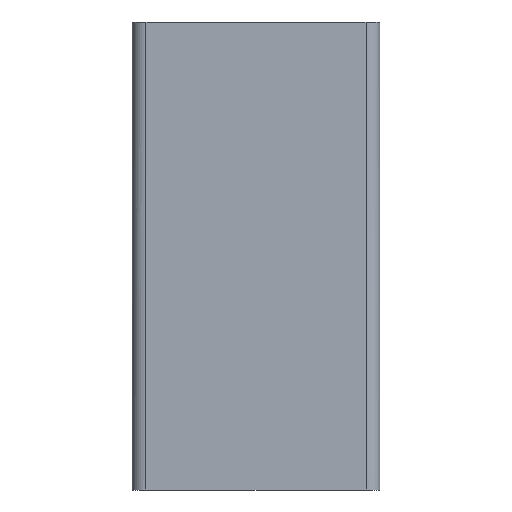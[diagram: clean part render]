
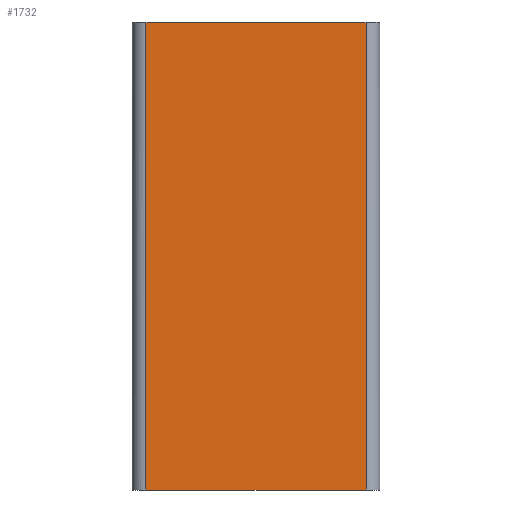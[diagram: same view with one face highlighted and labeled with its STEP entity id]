
A CAD part, left-side view. The second image highlights one B-rep face of the part: STEP entity #1732.
In plain terms, the highlighted planar face has unit normal (-1, 0, 0).
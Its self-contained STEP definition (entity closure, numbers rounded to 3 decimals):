
#226=PLANE('',#1877);
#309=LINE('',#4786,#381);
#310=LINE('',#4789,#382);
#311=LINE('',#4811,#383);
#381=VECTOR('',#2125,1000.);
#382=VECTOR('',#2126,1000.);
#383=VECTOR('',#2127,1000.);
#546=ORIENTED_EDGE('',*,*,#1028,.F.);
#547=ORIENTED_EDGE('',*,*,#1029,.F.);
#548=ORIENTED_EDGE('',*,*,#1030,.T.);
#549=ORIENTED_EDGE('',*,*,#1031,.T.);
#550=ORIENTED_EDGE('',*,*,#1032,.T.);
#551=ORIENTED_EDGE('',*,*,#1033,.T.);
#552=ORIENTED_EDGE('',*,*,#1034,.F.);
#1028=EDGE_CURVE('',#1270,#1271,#309,.F.);
#1029=EDGE_CURVE('',#1272,#1270,#310,.F.);
#1030=EDGE_CURVE('',#1272,#1273,#1384,.T.);
#1031=EDGE_CURVE('',#1273,#1274,#1385,.T.);
#1032=EDGE_CURVE('',#1274,#1275,#1386,.F.);
#1033=EDGE_CURVE('',#1275,#1276,#1387,.F.);
#1034=EDGE_CURVE('',#1271,#1276,#311,.T.);
#1270=VERTEX_POINT('',#4787);
#1271=VERTEX_POINT('',#4788);
#1272=VERTEX_POINT('',#4790);
#1273=VERTEX_POINT('',#4795);
#1274=VERTEX_POINT('',#4800);
#1275=VERTEX_POINT('',#4805);
#1276=VERTEX_POINT('',#4810);
#1384=B_SPLINE_CURVE_WITH_KNOTS('',3,(#4791,#4792,#4793,#4794),
 .UNSPECIFIED.,.F.,.F.,(4,4),(0.,0.004),.UNSPECIFIED.);
#1385=B_SPLINE_CURVE_WITH_KNOTS('',3,(#4796,#4797,#4798,#4799),
 .UNSPECIFIED.,.F.,.F.,(4,4),(0.,0.196),.UNSPECIFIED.);
#1386=B_SPLINE_CURVE_WITH_KNOTS('',3,(#4801,#4802,#4803,#4804),
 .UNSPECIFIED.,.F.,.F.,(4,4),(0.,0.196),.UNSPECIFIED.);
#1387=B_SPLINE_CURVE_WITH_KNOTS('',3,(#4806,#4807,#4808,#4809),
 .UNSPECIFIED.,.F.,.F.,(4,4),(0.,0.004),.UNSPECIFIED.);
#1482=EDGE_LOOP('',(#546,#547,#548,#549,#550,#551,#552));
#1606=FACE_BOUND('',#1482,.T.);
#1732=ADVANCED_FACE('',(#1606),#226,.T.);
#1877=AXIS2_PLACEMENT_3D('',#4785,#2123,#2124);
#2123=DIRECTION('',(-1.,0.,0.));
#2124=DIRECTION('',(0.,1.,0.));
#2125=DIRECTION('',(0.,-1.,0.));
#2126=DIRECTION('',(0.,0.,1.));
#2127=DIRECTION('',(0.,0.,1.));
#4785=CARTESIAN_POINT('',(2433.552,-6889.981,-81.262));
#4786=CARTESIAN_POINT('',(2433.552,-6889.981,-931.262));
#4787=CARTESIAN_POINT('',(2433.552,-7089.981,-931.262));
#4788=CARTESIAN_POINT('',(2433.552,-6689.981,-931.262));
#4789=CARTESIAN_POINT('',(2433.552,-7089.981,-81.262));
#4790=CARTESIAN_POINT('',(2433.552,-7089.981,-82.269));
#4791=CARTESIAN_POINT('',(2433.552,-7089.981,-82.269));
#4792=CARTESIAN_POINT('',(2433.552,-7088.502,-82.276));
#4793=CARTESIAN_POINT('',(2433.552,-7087.023,-82.283));
#4794=CARTESIAN_POINT('',(2433.552,-7085.543,-82.283));
#4795=CARTESIAN_POINT('',(2433.552,-7085.543,-82.283));
#4796=CARTESIAN_POINT('',(2433.552,-7085.543,-82.283));
#4797=CARTESIAN_POINT('',(2433.552,-7020.356,-82.283));
#4798=CARTESIAN_POINT('',(2433.552,-6955.168,-82.283));
#4799=CARTESIAN_POINT('',(2433.552,-6889.981,-82.283));
#4800=CARTESIAN_POINT('',(2433.552,-6889.981,-82.283));
#4801=CARTESIAN_POINT('',(2433.552,-6694.418,-82.283));
#4802=CARTESIAN_POINT('',(2433.552,-6759.605,-82.283));
#4803=CARTESIAN_POINT('',(2433.552,-6824.793,-82.283));
#4804=CARTESIAN_POINT('',(2433.552,-6889.981,-82.283));
#4805=CARTESIAN_POINT('',(2433.552,-6694.418,-82.283));
#4806=CARTESIAN_POINT('',(2433.552,-6689.981,-82.269));
#4807=CARTESIAN_POINT('',(2433.552,-6691.46,-82.276));
#4808=CARTESIAN_POINT('',(2433.552,-6692.939,-82.283));
#4809=CARTESIAN_POINT('',(2433.552,-6694.418,-82.283));
#4810=CARTESIAN_POINT('',(2433.552,-6689.981,-82.269));
#4811=CARTESIAN_POINT('',(2433.552,-6689.981,-81.262));
